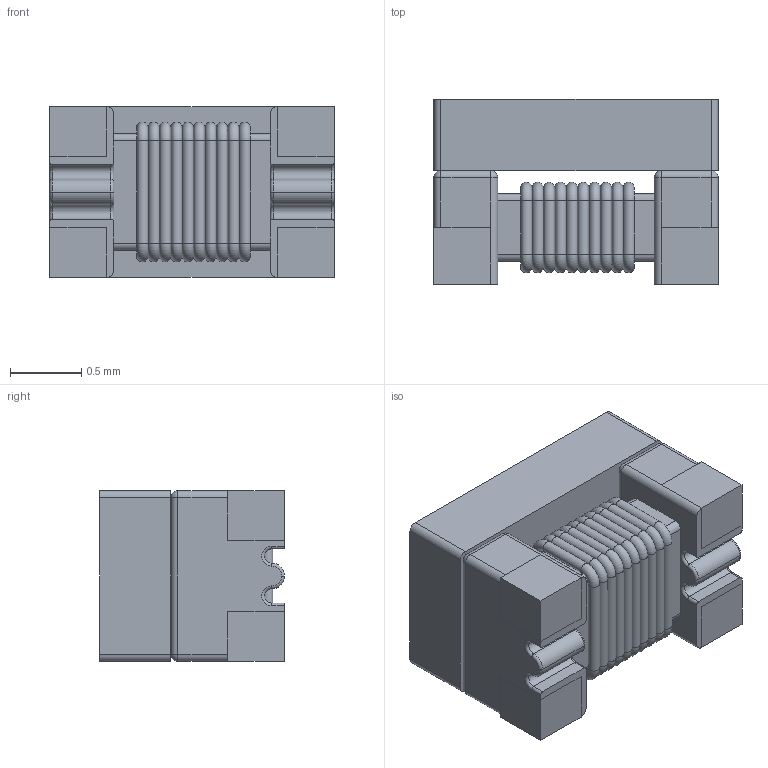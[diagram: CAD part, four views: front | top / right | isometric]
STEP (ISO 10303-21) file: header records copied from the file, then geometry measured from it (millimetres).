
FILE_DESCRIPTION (( 'STEP AP214' ), '1' );
FILE_NAME ('ATB2012-50011-T000.STEP', '2022-08-12T11:45:39', ( '' ), ( '' ), 'SwSTEP 2.0', 'SolidWorks 2017', '' );
FILE_SCHEMA (( 'AUTOMOTIVE_DESIGN' ));
Length unit declared in the file: millimetre
Products named in the file (1): ATB2012-50011-T000
Bounding box: 2 x 1.3 x 1.2 mm (x, y, z)
Volume: 2.6 mm3; surface area: 27.8 mm2
Topology: 16 solids, 16 shells, 218 faces, 482 edges, 270 vertices
Faces by surface type: cylinder 90, plane 64, torus 56, sphere 8
Full cylindrical faces by diameter (mm): 0.08 x50
Entity records: 5591 total; most frequent: DIRECTION 1020, CARTESIAN_POINT 873, ORIENTED_EDGE 768, AXIS2_PLACEMENT_3D 417, EDGE_CURVE 384, EDGE_LOOP 310, FACE_OUTER_BOUND 308, VERTEX_POINT 270
